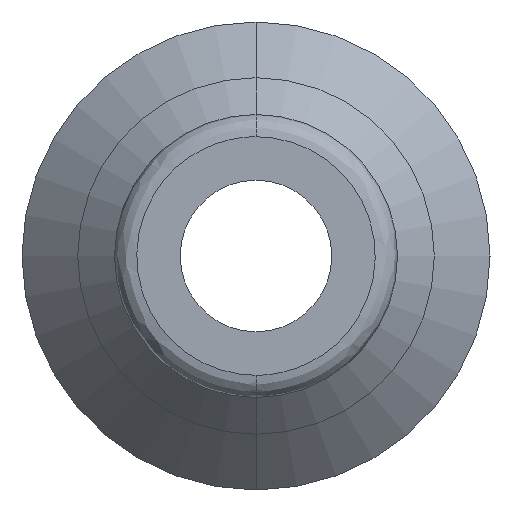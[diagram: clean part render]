
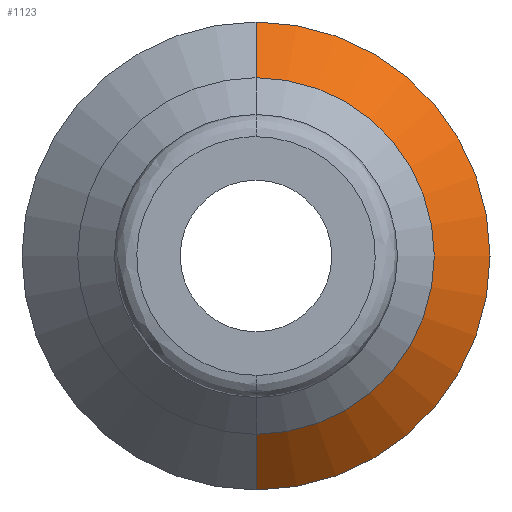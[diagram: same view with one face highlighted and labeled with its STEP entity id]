
A CAD part, front view. The second image highlights one B-rep face of the part: STEP entity #1123.
In plain terms, the highlighted conical face has half-angle 45 degrees and reference radius 5.25 mm.
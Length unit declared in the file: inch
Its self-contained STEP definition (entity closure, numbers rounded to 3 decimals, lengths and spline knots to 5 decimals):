
#87 = VERTEX_POINT ( 'NONE', #624 ) ;
#98 = DIRECTION ( 'NONE',  ( 0., 0.707, 0.707 ) ) ;
#104 = CARTESIAN_POINT ( 'NONE',  ( 0., 1.00197, -0.15748 ) ) ;
#113 = EDGE_CURVE ( 'NONE', #1387, #87, #1632, .T. ) ;
#292 = VECTOR ( 'NONE', #98, 39.37008 ) ;
#308 = LINE ( 'NONE', #1101, #292 ) ;
#427 = DIRECTION ( 'NONE',  ( 1., 0., 0. ) ) ;
#434 = DIRECTION ( 'NONE',  ( 0., -1., 0. ) ) ;
#581 = EDGE_CURVE ( 'NONE', #1387, #1406, #1251, .T. ) ;
#607 = CONICAL_SURFACE ( 'NONE', #717, 0.20669, 0.785 ) ;
#624 = CARTESIAN_POINT ( 'NONE',  ( 0., 1.00197, 0.15748 ) ) ;
#634 = EDGE_LOOP ( 'NONE', ( #975, #1073, #1707, #1051 ) ) ;
#678 = VERTEX_POINT ( 'NONE', #842 ) ;
#682 = DIRECTION ( 'NONE',  ( 0., 0., 1. ) ) ;
#692 = FACE_OUTER_BOUND ( 'NONE', #634, .T. ) ;
#717 = AXIS2_PLACEMENT_3D ( 'NONE', #865, #1448, #682 ) ;
#719 = CARTESIAN_POINT ( 'NONE',  ( 0., 1.00197, 0. ) ) ;
#788 = CARTESIAN_POINT ( 'NONE',  ( 0., 1.05118, -0.20669 ) ) ;
#842 = CARTESIAN_POINT ( 'NONE',  ( 0., 1.05118, 0.20669 ) ) ;
#865 = CARTESIAN_POINT ( 'NONE',  ( 0., 1.05118, 0. ) ) ;
#883 = DIRECTION ( 'NONE',  ( 0., 0.707, -0.707 ) ) ;
#967 = EDGE_CURVE ( 'NONE', #1406, #678, #999, .T. ) ;
#975 = ORIENTED_EDGE ( 'NONE', *, *, #113, .F. ) ;
#999 = CIRCLE ( 'NONE', #1427, 0.20669 ) ;
#1051 = ORIENTED_EDGE ( 'NONE', *, *, #1335, .F. ) ;
#1073 = ORIENTED_EDGE ( 'NONE', *, *, #581, .T. ) ;
#1086 = AXIS2_PLACEMENT_3D ( 'NONE', #719, #1178, #1163 ) ;
#1101 = CARTESIAN_POINT ( 'NONE',  ( 0., 1.05118, 0.20669 ) ) ;
#1123 = ADVANCED_FACE ( 'NONE', ( #692 ), #607, .T. ) ;
#1163 = DIRECTION ( 'NONE',  ( 0., 0., -1. ) ) ;
#1178 = DIRECTION ( 'NONE',  ( 0., -1., 0. ) ) ;
#1251 = LINE ( 'NONE', #788, #1531 ) ;
#1296 = CARTESIAN_POINT ( 'NONE',  ( 0., 1.05118, 0. ) ) ;
#1335 = EDGE_CURVE ( 'NONE', #87, #678, #308, .T. ) ;
#1387 = VERTEX_POINT ( 'NONE', #104 ) ;
#1398 = CARTESIAN_POINT ( 'NONE',  ( 0., 1.05118, -0.20669 ) ) ;
#1406 = VERTEX_POINT ( 'NONE', #1398 ) ;
#1427 = AXIS2_PLACEMENT_3D ( 'NONE', #1296, #434, #427 ) ;
#1448 = DIRECTION ( 'NONE',  ( 0., 1., 0. ) ) ;
#1531 = VECTOR ( 'NONE', #883, 39.37008 ) ;
#1632 = CIRCLE ( 'NONE', #1086, 0.15748 ) ;
#1707 = ORIENTED_EDGE ( 'NONE', *, *, #967, .T. ) ;
